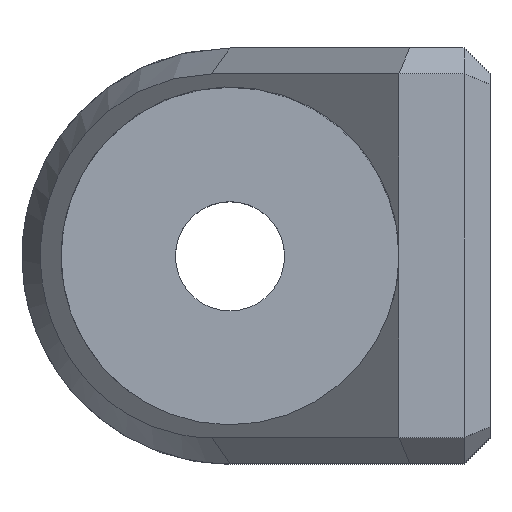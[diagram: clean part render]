
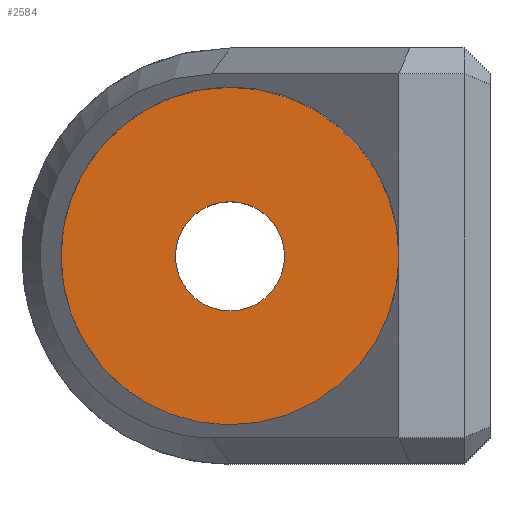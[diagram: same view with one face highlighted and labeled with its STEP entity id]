
A CAD part, top view. The second image highlights one B-rep face of the part: STEP entity #2584.
In plain terms, the highlighted planar face has unit normal (0, 0, 1).
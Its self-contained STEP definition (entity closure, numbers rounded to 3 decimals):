
#1237 = CYLINDRICAL_SURFACE('',#1238,2.1);
#1238 = AXIS2_PLACEMENT_3D('',#1239,#1240,#1241);
#1239 = CARTESIAN_POINT('',(0.,0.,0.));
#1240 = DIRECTION('',(0.,0.,1.));
#1241 = DIRECTION('',(1.,0.,0.));
#1499 = CYLINDRICAL_SURFACE('',#1500,6.5);
#1500 = AXIS2_PLACEMENT_3D('',#1501,#1502,#1503);
#1501 = CARTESIAN_POINT('',(0.,0.,3.5));
#1502 = DIRECTION('',(0.,0.,1.));
#1503 = DIRECTION('',(1.,0.,0.));
#2205 = EDGE_CURVE('',#2206,#2206,#2208,.T.);
#2206 = VERTEX_POINT('',#2207);
#2207 = CARTESIAN_POINT('',(2.1,0.,3.5));
#2208 = SURFACE_CURVE('',#2209,(#2214,#2221),.PCURVE_S1.);
#2209 = CIRCLE('',#2210,2.1);
#2210 = AXIS2_PLACEMENT_3D('',#2211,#2212,#2213);
#2211 = CARTESIAN_POINT('',(0.,0.,3.5));
#2212 = DIRECTION('',(0.,0.,1.));
#2213 = DIRECTION('',(1.,0.,0.));
#2214 = PCURVE('',#1237,#2215);
#2215 = DEFINITIONAL_REPRESENTATION('',(#2216),#2220);
#2216 = LINE('',#2217,#2218);
#2217 = CARTESIAN_POINT('',(0.,3.5));
#2218 = VECTOR('',#2219,1.);
#2219 = DIRECTION('',(1.,0.));
#2220 = ( GEOMETRIC_REPRESENTATION_CONTEXT(2) 
PARAMETRIC_REPRESENTATION_CONTEXT() REPRESENTATION_CONTEXT('2D SPACE',''
  ) );
#2221 = PCURVE('',#2222,#2227);
#2222 = PLANE('',#2223);
#2223 = AXIS2_PLACEMENT_3D('',#2224,#2225,#2226);
#2224 = CARTESIAN_POINT('',(0.,0.,3.5));
#2225 = DIRECTION('',(0.,0.,1.));
#2226 = DIRECTION('',(1.,0.,0.));
#2227 = DEFINITIONAL_REPRESENTATION('',(#2228),#2232);
#2228 = CIRCLE('',#2229,2.1);
#2229 = AXIS2_PLACEMENT_2D('',#2230,#2231);
#2230 = CARTESIAN_POINT('',(0.,0.));
#2231 = DIRECTION('',(1.,0.));
#2232 = ( GEOMETRIC_REPRESENTATION_CONTEXT(2) 
PARAMETRIC_REPRESENTATION_CONTEXT() REPRESENTATION_CONTEXT('2D SPACE',''
  ) );
#2269 = VERTEX_POINT('',#2270);
#2270 = CARTESIAN_POINT('',(6.5,0.,3.5));
#2291 = EDGE_CURVE('',#2269,#2269,#2292,.T.);
#2292 = SURFACE_CURVE('',#2293,(#2298,#2305),.PCURVE_S1.);
#2293 = CIRCLE('',#2294,6.5);
#2294 = AXIS2_PLACEMENT_3D('',#2295,#2296,#2297);
#2295 = CARTESIAN_POINT('',(0.,0.,3.5));
#2296 = DIRECTION('',(0.,0.,1.));
#2297 = DIRECTION('',(1.,0.,0.));
#2298 = PCURVE('',#1499,#2299);
#2299 = DEFINITIONAL_REPRESENTATION('',(#2300),#2304);
#2300 = LINE('',#2301,#2302);
#2301 = CARTESIAN_POINT('',(0.,0.));
#2302 = VECTOR('',#2303,1.);
#2303 = DIRECTION('',(1.,0.));
#2304 = ( GEOMETRIC_REPRESENTATION_CONTEXT(2) 
PARAMETRIC_REPRESENTATION_CONTEXT() REPRESENTATION_CONTEXT('2D SPACE',''
  ) );
#2305 = PCURVE('',#2222,#2306);
#2306 = DEFINITIONAL_REPRESENTATION('',(#2307),#2311);
#2307 = CIRCLE('',#2308,6.5);
#2308 = AXIS2_PLACEMENT_2D('',#2309,#2310);
#2309 = CARTESIAN_POINT('',(0.,0.));
#2310 = DIRECTION('',(1.,0.));
#2311 = ( GEOMETRIC_REPRESENTATION_CONTEXT(2) 
PARAMETRIC_REPRESENTATION_CONTEXT() REPRESENTATION_CONTEXT('2D SPACE',''
  ) );
#2584 = ADVANCED_FACE('',(#2585,#2588),#2222,.T.);
#2585 = FACE_BOUND('',#2586,.T.);
#2586 = EDGE_LOOP('',(#2587));
#2587 = ORIENTED_EDGE('',*,*,#2291,.T.);
#2588 = FACE_BOUND('',#2589,.T.);
#2589 = EDGE_LOOP('',(#2590));
#2590 = ORIENTED_EDGE('',*,*,#2205,.F.);
